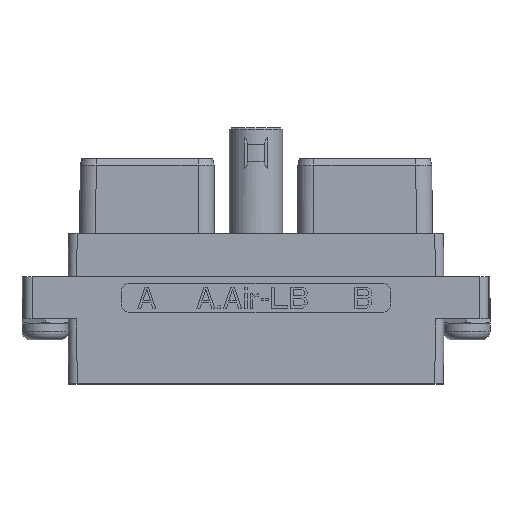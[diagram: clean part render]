
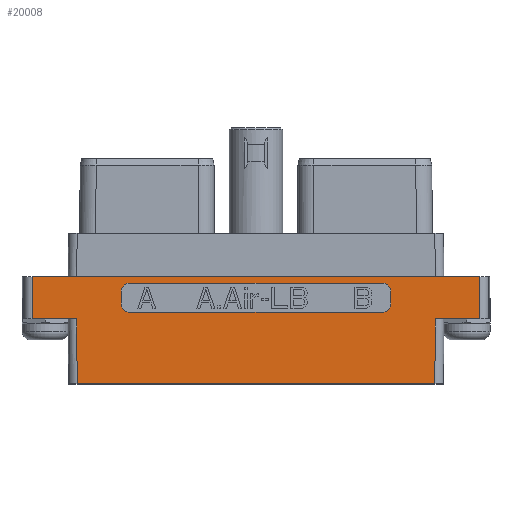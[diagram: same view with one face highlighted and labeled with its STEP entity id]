
A CAD part, top view. The second image highlights one B-rep face of the part: STEP entity #20008.
In plain terms, the highlighted planar face has unit normal (0, 0, 1).
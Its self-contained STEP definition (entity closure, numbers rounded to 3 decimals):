
#985=DIRECTION('',(-1.,0.,0.));
#986=VECTOR('',#985,53.065);
#987=CARTESIAN_POINT('',(26.532,-5.33,7.965));
#988=LINE('',#987,#986);
#1071=DIRECTION('',(0.,1.,0.));
#1072=VECTOR('',#1071,4.99);
#1073=CARTESIAN_POINT('',(26.532,-10.32,7.965));
#1074=LINE('',#1073,#1072);
#1089=CARTESIAN_POINT('',(-15.,-7.055,7.965));
#1090=DIRECTION('',(0.,0.,1.));
#1091=DIRECTION('',(0.,1.,0.));
#1092=AXIS2_PLACEMENT_3D('',#1089,#1090,#1091);
#1094=DIRECTION('',(0.,-1.,0.));
#1095=VECTOR('',#1094,1.5);
#1096=CARTESIAN_POINT('',(-15.985,-7.055,7.965));
#1097=LINE('',#1096,#1095);
#1098=CARTESIAN_POINT('',(-15.,-8.555,7.965));
#1099=DIRECTION('',(0.,0.,1.));
#1100=DIRECTION('',(-1.,0.,0.));
#1101=AXIS2_PLACEMENT_3D('',#1098,#1099,#1100);
#1103=DIRECTION('',(1.,0.,0.));
#1104=VECTOR('',#1103,30.);
#1105=CARTESIAN_POINT('',(-15.,-9.54,7.965));
#1106=LINE('',#1105,#1104);
#1107=CARTESIAN_POINT('',(15.,-8.555,7.965));
#1108=DIRECTION('',(0.,0.,1.));
#1109=DIRECTION('',(0.,-1.,0.));
#1110=AXIS2_PLACEMENT_3D('',#1107,#1108,#1109);
#1112=DIRECTION('',(0.,1.,0.));
#1113=VECTOR('',#1112,1.5);
#1114=CARTESIAN_POINT('',(15.985,-8.555,7.965));
#1115=LINE('',#1114,#1113);
#1116=CARTESIAN_POINT('',(15.,-7.055,7.965));
#1117=DIRECTION('',(0.,0.,1.));
#1118=DIRECTION('',(1.,0.,0.));
#1119=AXIS2_PLACEMENT_3D('',#1116,#1117,#1118);
#1121=DIRECTION('',(-1.,0.,0.));
#1122=VECTOR('',#1121,30.);
#1123=CARTESIAN_POINT('',(15.,-6.07,7.965));
#1124=LINE('',#1123,#1122);
#1170=DIRECTION('',(1.,0.,0.));
#1171=VECTOR('',#1170,5.273);
#1172=CARTESIAN_POINT('',(21.26,-10.32,7.965));
#1173=LINE('',#1172,#1171);
#1829=DIRECTION('',(0.,-1.,0.));
#1830=VECTOR('',#1829,4.99);
#1831=CARTESIAN_POINT('',(-26.532,-5.33,7.965));
#1832=LINE('',#1831,#1830);
#1875=DIRECTION('',(1.,0.,0.));
#1876=VECTOR('',#1875,5.273);
#1877=CARTESIAN_POINT('',(-26.532,-10.32,7.965));
#1878=LINE('',#1877,#1876);
#3268=CARTESIAN_POINT('',(-21.26,-10.32,7.965));
#3270=DIRECTION('',(0.006,-1.,0.));
#3271=VECTOR('',#3270,7.7);
#3272=CARTESIAN_POINT('',(-21.26,-10.32,7.965));
#3273=LINE('',#3272,#3271);
#3317=DIRECTION('',(1.,0.,0.));
#3318=VECTOR('',#3317,42.42);
#3319=CARTESIAN_POINT('',(-21.21,-18.02,7.965));
#3320=LINE('',#3319,#3318);
#3428=DIRECTION('',(0.006,1.,0.));
#3429=VECTOR('',#3428,7.7);
#3430=CARTESIAN_POINT('',(21.21,-18.02,7.965));
#3431=LINE('',#3430,#3429);
#16990=VERTEX_POINT('',#3268);
#18348=CARTESIAN_POINT('',(21.21,-18.02,7.965));
#18349=CARTESIAN_POINT('',(21.26,-10.32,7.965));
#18350=VERTEX_POINT('',#18348);
#18351=VERTEX_POINT('',#18349);
#18363=CARTESIAN_POINT('',(-21.21,-18.02,7.965));
#18364=VERTEX_POINT('',#18363);
#18374=CARTESIAN_POINT('',(26.532,-10.32,7.965));
#18375=CARTESIAN_POINT('',(26.532,-5.33,7.965));
#18376=VERTEX_POINT('',#18374);
#18377=VERTEX_POINT('',#18375);
#18390=CARTESIAN_POINT('',(-26.532,-5.33,7.965));
#18391=CARTESIAN_POINT('',(-26.532,-10.32,7.965));
#18392=VERTEX_POINT('',#18390);
#18393=VERTEX_POINT('',#18391);
#18856=CARTESIAN_POINT('',(-15.,-6.07,7.965));
#18857=CARTESIAN_POINT('',(-15.985,-7.055,7.965));
#18858=VERTEX_POINT('',#18856);
#18859=VERTEX_POINT('',#18857);
#18860=CARTESIAN_POINT('',(-15.985,-8.555,7.965));
#18861=VERTEX_POINT('',#18860);
#18862=CARTESIAN_POINT('',(-15.,-9.54,7.965));
#18863=VERTEX_POINT('',#18862);
#18864=CARTESIAN_POINT('',(15.,-9.54,7.965));
#18865=VERTEX_POINT('',#18864);
#18866=CARTESIAN_POINT('',(15.985,-8.555,7.965));
#18867=VERTEX_POINT('',#18866);
#18868=CARTESIAN_POINT('',(15.985,-7.055,7.965));
#18869=VERTEX_POINT('',#18868);
#18870=CARTESIAN_POINT('',(15.,-6.07,7.965));
#18871=VERTEX_POINT('',#18870);
#19969=CARTESIAN_POINT('',(-27.69,-5.345,7.965));
#19970=DIRECTION('',(0.,0.,1.));
#19971=DIRECTION('',(1.,0.,0.));
#19972=AXIS2_PLACEMENT_3D('',#19969,#19970,#19971);
#19973=PLANE('',#19972);
#19975=ORIENTED_EDGE('',*,*,#19974,.F.);
#19977=ORIENTED_EDGE('',*,*,#19976,.F.);
#19979=ORIENTED_EDGE('',*,*,#19978,.F.);
#19981=ORIENTED_EDGE('',*,*,#19980,.F.);
#19983=ORIENTED_EDGE('',*,*,#19982,.F.);
#19985=ORIENTED_EDGE('',*,*,#19984,.F.);
#19986=ORIENTED_EDGE('',*,*,#19892,.F.);
#19987=ORIENTED_EDGE('',*,*,#19959,.F.);
#19988=EDGE_LOOP('',(#19975,#19977,#19979,#19981,#19983,#19985,#19986,#19987));
#19989=FACE_OUTER_BOUND('',#19988,.F.);
#19991=ORIENTED_EDGE('',*,*,#19990,.T.);
#19993=ORIENTED_EDGE('',*,*,#19992,.T.);
#19995=ORIENTED_EDGE('',*,*,#19994,.T.);
#19997=ORIENTED_EDGE('',*,*,#19996,.T.);
#19999=ORIENTED_EDGE('',*,*,#19998,.T.);
#20001=ORIENTED_EDGE('',*,*,#20000,.T.);
#20003=ORIENTED_EDGE('',*,*,#20002,.T.);
#20005=ORIENTED_EDGE('',*,*,#20004,.T.);
#20006=EDGE_LOOP('',(#19991,#19993,#19995,#19997,#19999,#20001,#20003,#20005));
#20007=FACE_BOUND('',#20006,.F.);
#20008=ADVANCED_FACE('',(#19989,#20007),#19973,.T.);
#1093=CIRCLE('',#1092,0.985);
#1102=CIRCLE('',#1101,0.985);
#1111=CIRCLE('',#1110,0.985);
#1120=CIRCLE('',#1119,0.985);
#19892=EDGE_CURVE('',#18377,#18392,#988,.T.);
#19959=EDGE_CURVE('',#18376,#18377,#1074,.T.);
#19974=EDGE_CURVE('',#18351,#18376,#1173,.T.);
#19976=EDGE_CURVE('',#18350,#18351,#3431,.T.);
#19978=EDGE_CURVE('',#18364,#18350,#3320,.T.);
#19980=EDGE_CURVE('',#16990,#18364,#3273,.T.);
#19982=EDGE_CURVE('',#18393,#16990,#1878,.T.);
#19984=EDGE_CURVE('',#18392,#18393,#1832,.T.);
#19990=EDGE_CURVE('',#18858,#18859,#1093,.T.);
#19992=EDGE_CURVE('',#18859,#18861,#1097,.T.);
#19994=EDGE_CURVE('',#18861,#18863,#1102,.T.);
#19996=EDGE_CURVE('',#18863,#18865,#1106,.T.);
#19998=EDGE_CURVE('',#18865,#18867,#1111,.T.);
#20000=EDGE_CURVE('',#18867,#18869,#1115,.T.);
#20002=EDGE_CURVE('',#18869,#18871,#1120,.T.);
#20004=EDGE_CURVE('',#18871,#18858,#1124,.T.);
